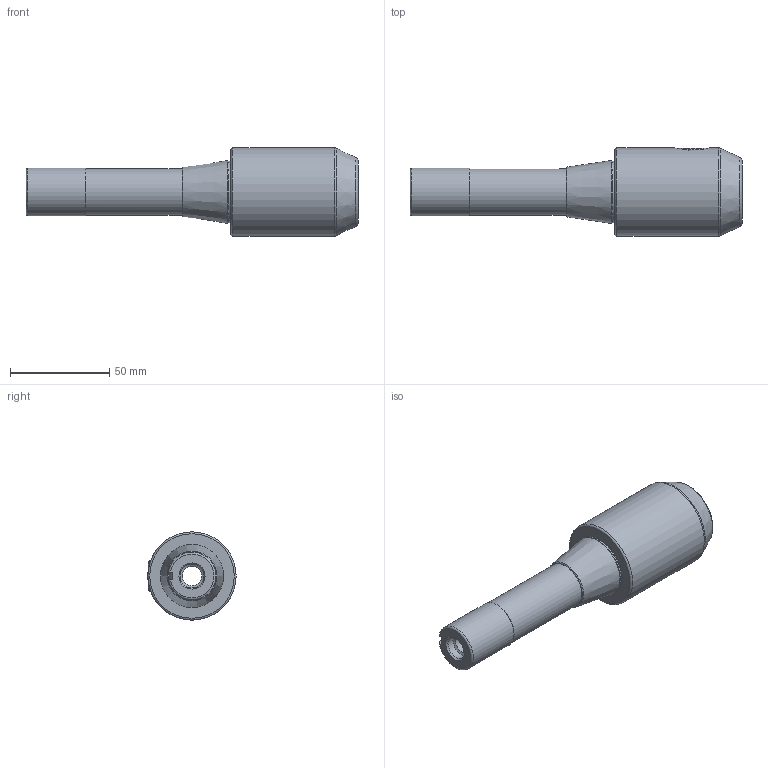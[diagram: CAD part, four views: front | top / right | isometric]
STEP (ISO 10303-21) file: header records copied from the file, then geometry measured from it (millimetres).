
FILE_DESCRIPTION(/* description */ (''),/* implementation_level */ '2;1');
FILE_NAME(/* name */ 'R8-SLA19.05.stp',/* time_stamp */ '2024-06-11T10:57:07+08:00',/* author */ ('Administrator'),/* organization */ (''),/* preprocessor_version */ 'ST-DEVELOPER v20',/* originating_system */ 'Autodesk Inventor 2025',/* authorisation */ '');
FILE_SCHEMA (('AUTOMOTIVE_DESIGN { 1 0 10303 214 3 1 1 }'));
Products named in the file (3): R8-SLA19.05; R8-SLA19.05_1; ANSI B18.3 - 5/8 - 18 - 1/2, TBHSSSCPI
Assembly tree (2 placements, depth 2):
  R8-SLA19.05
    R8-SLA19.05_1
    ANSI B18.3 - 5/8 - 18 - 1/2, TBHSSSCPI
Bounding box: 167.2 x 44.5 x 44.5 mm (x, y, z)
Volume: 119517.5 mm3; surface area: 27459.4 mm2
Topology: 2 solids, 2 shells, 52 faces, 122 edges, 76 vertices
Faces by surface type: plane 22, cone 12, cylinder 11, torus 7
Full cylindrical faces by diameter (mm): 9.728 x1, 12 x1, 14.351 x1, 15.875 x1, 19.05 x1, 20.05 x1, 23.5 x1, 31.15 x1, 44.5 x1
Entity records: 1724 total; most frequent: CARTESIAN_POINT 357, DIRECTION 289, ORIENTED_EDGE 240, EDGE_CURVE 120, AXIS2_PLACEMENT_3D 119, VERTEX_POINT 76, CIRCLE 62, EDGE_LOOP 60
